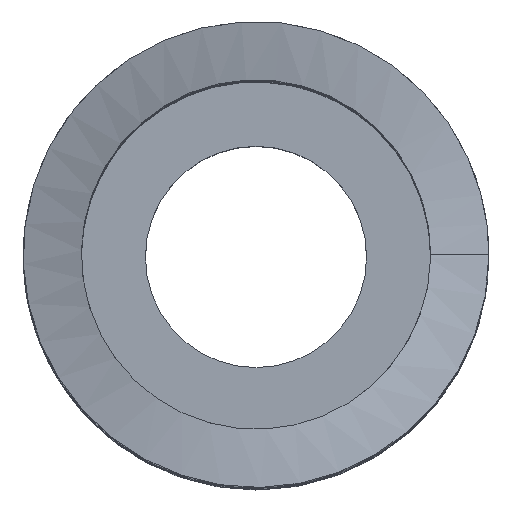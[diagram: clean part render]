
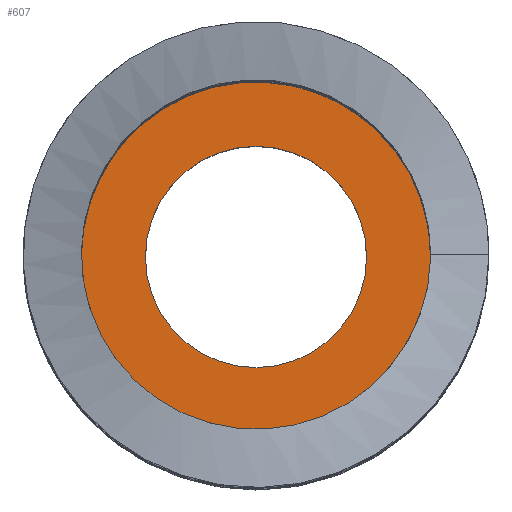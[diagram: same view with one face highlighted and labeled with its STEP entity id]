
A CAD part, top view. The second image highlights one B-rep face of the part: STEP entity #607.
In plain terms, the highlighted planar face has unit normal (0, 0, 1).
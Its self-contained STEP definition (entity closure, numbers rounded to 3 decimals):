
#4 = CIRCLE ( 'NONE', #1523, 1.9 ) ;
#8 = CARTESIAN_POINT ( 'NONE',  ( -0.925, -2.854, 2. ) ) ;
#71 = CARTESIAN_POINT ( 'NONE',  ( 0., 0., 2. ) ) ;
#82 = CARTESIAN_POINT ( 'NONE',  ( -0.001, -3.009, 2. ) ) ;
#111 = ORIENTED_EDGE ( 'NONE', *, *, #1399, .T. ) ;
#207 = CIRCLE ( 'NONE', #644, 4. ) ;
#222 = DIRECTION ( 'NONE',  ( -1., 0., 0. ) ) ;
#230 = DIRECTION ( 'NONE',  ( 0., 0., 1. ) ) ;
#239 = ORIENTED_EDGE ( 'NONE', *, *, #1420, .T. ) ;
#260 = CARTESIAN_POINT ( 'NONE',  ( 0.702, -2.926, 2. ) ) ;
#292 = EDGE_CURVE ( 'NONE', #1769, #1648, #704, .T. ) ;
#323 = DIRECTION ( 'NONE',  ( -1., 0., 0. ) ) ;
#347 = EDGE_CURVE ( 'NONE', #520, #1158, #849, .T. ) ;
#355 = DIRECTION ( 'NONE',  ( 0., 0., 1. ) ) ;
#358 = CARTESIAN_POINT ( 'NONE',  ( 1.952, -2.29, 2. ) ) ;
#411 = AXIS2_PLACEMENT_3D ( 'NONE', #1555, #1128, #1675 ) ;
#449 = PLANE ( 'NONE',  #1551 ) ;
#490 = CARTESIAN_POINT ( 'NONE',  ( 0., 0., 2. ) ) ;
#493 = CARTESIAN_POINT ( 'NONE',  ( 0., 0., 2. ) ) ;
#502 = CARTESIAN_POINT ( 'NONE',  ( 3., -0.238, 2. ) ) ;
#505 = B_SPLINE_CURVE_WITH_KNOTS ( 'NONE', 3,
 ( #640, #1762, #957, #82, #917, #260, #651, #1500, #1632, #358, #926, #1509, #660, #533, #1088, #1208, #502, #1781 ),
 .UNSPECIFIED., .F., .F.,
 ( 4, 2, 2, 2, 2, 2, 2, 2, 4 ),
 ( 0., 0.001, 0.001, 0.002, 0.003, 0.004, 0.004, 0.005, 0.006 ),
 .UNSPECIFIED. ) ;
#520 = VERTEX_POINT ( 'NONE', #883 ) ;
#533 = CARTESIAN_POINT ( 'NONE',  ( 2.779, -1.153, 2. ) ) ;
#607 = ADVANCED_FACE ( 'NONE', ( #788, #769 ), #449, .T. ) ;
#616 = VECTOR ( 'NONE', #884, 1000. ) ;
#640 = CARTESIAN_POINT ( 'NONE',  ( -0.925, -2.854, 2. ) ) ;
#644 = AXIS2_PLACEMENT_3D ( 'NONE', #1772, #947, #222 ) ;
#651 = CARTESIAN_POINT ( 'NONE',  ( 0.93, -2.862, 2. ) ) ;
#660 = CARTESIAN_POINT ( 'NONE',  ( 2.565, -1.573, 2. ) ) ;
#704 = CIRCLE ( 'NONE', #411, 1.9 ) ;
#737 = DIRECTION ( 'NONE',  ( 1., 0., 0. ) ) ;
#760 = ORIENTED_EDGE ( 'NONE', *, *, #1264, .T. ) ;
#767 = CARTESIAN_POINT ( 'NONE',  ( 1.9, 0., 2. ) ) ;
#769 = FACE_BOUND ( 'NONE', #825, .T. ) ;
#788 = FACE_OUTER_BOUND ( 'NONE', #1517, .T. ) ;
#825 = EDGE_LOOP ( 'NONE', ( #1638, #1497 ) ) ;
#849 = CIRCLE ( 'NONE', #1730, 4. ) ;
#879 =( BOUNDED_CURVE ( )  B_SPLINE_CURVE ( 1, ( #1197, #1078 ),
 .UNSPECIFIED., .F., .F. ) 
 B_SPLINE_CURVE_WITH_KNOTS ( ( 2, 2 ),
 ( 0., 0.001 ),
 .UNSPECIFIED. ) 
 CURVE ( )  GEOMETRIC_REPRESENTATION_ITEM ( )  RATIONAL_B_SPLINE_CURVE ( ( 0.984, 0.984 ) ) 
 REPRESENTATION_ITEM ( '' )  );
#883 = CARTESIAN_POINT ( 'NONE',  ( -4., 0., 2. ) ) ;
#884 = DIRECTION ( 'NONE',  ( -1., 0., 0. ) ) ;
#901 = CARTESIAN_POINT ( 'NONE',  ( -1.246, -3.801, 2.001 ) ) ;
#917 = CARTESIAN_POINT ( 'NONE',  ( 0.239, -3., 2. ) ) ;
#926 = CARTESIAN_POINT ( 'NONE',  ( 2.128, -2.128, 2. ) ) ;
#947 = DIRECTION ( 'NONE',  ( 0., 0., 1. ) ) ;
#954 = VERTEX_POINT ( 'NONE', #8 ) ;
#957 = CARTESIAN_POINT ( 'NONE',  ( -0.469, -2.972, 2. ) ) ;
#1010 = CARTESIAN_POINT ( 'NONE',  ( 0., 0., 2. ) ) ;
#1078 = CARTESIAN_POINT ( 'NONE',  ( -0.925, -2.854, 2. ) ) ;
#1088 = CARTESIAN_POINT ( 'NONE',  ( 2.861, -0.934, 2. ) ) ;
#1127 = EDGE_CURVE ( 'NONE', #1372, #1363, #1447, .T. ) ;
#1128 = DIRECTION ( 'NONE',  ( 0., 0., 1. ) ) ;
#1158 = VERTEX_POINT ( 'NONE', #901 ) ;
#1197 = CARTESIAN_POINT ( 'NONE',  ( -1.246, -3.801, 2.001 ) ) ;
#1208 = CARTESIAN_POINT ( 'NONE',  ( 2.972, -0.474, 2. ) ) ;
#1264 = EDGE_CURVE ( 'NONE', #1158, #954, #879, .T. ) ;
#1335 = CARTESIAN_POINT ( 'NONE',  ( 4., 0., 2. ) ) ;
#1363 = VERTEX_POINT ( 'NONE', #1652 ) ;
#1372 = VERTEX_POINT ( 'NONE', #1335 ) ;
#1381 = ORIENTED_EDGE ( 'NONE', *, *, #1127, .F. ) ;
#1399 = EDGE_CURVE ( 'NONE', #954, #1363, #505, .T. ) ;
#1420 = EDGE_CURVE ( 'NONE', #1372, #520, #207, .T. ) ;
#1430 = DIRECTION ( 'NONE',  ( 0., 0., 1. ) ) ;
#1447 = LINE ( 'NONE', #493, #616 ) ;
#1497 = ORIENTED_EDGE ( 'NONE', *, *, #292, .F. ) ;
#1500 = CARTESIAN_POINT ( 'NONE',  ( 1.367, -2.681, 2. ) ) ;
#1509 = CARTESIAN_POINT ( 'NONE',  ( 2.432, -1.772, 2. ) ) ;
#1517 = EDGE_LOOP ( 'NONE', ( #1381, #239, #1798, #760, #111 ) ) ;
#1523 = AXIS2_PLACEMENT_3D ( 'NONE', #71, #355, #1758 ) ;
#1551 = AXIS2_PLACEMENT_3D ( 'NONE', #1010, #1430, #737 ) ;
#1555 = CARTESIAN_POINT ( 'NONE',  ( 0., 0., 2. ) ) ;
#1632 = CARTESIAN_POINT ( 'NONE',  ( 1.571, -2.566, 2. ) ) ;
#1638 = ORIENTED_EDGE ( 'NONE', *, *, #1649, .F. ) ;
#1648 = VERTEX_POINT ( 'NONE', #767 ) ;
#1649 = EDGE_CURVE ( 'NONE', #1648, #1769, #4, .T. ) ;
#1652 = CARTESIAN_POINT ( 'NONE',  ( 3., 0., 2. ) ) ;
#1675 = DIRECTION ( 'NONE',  ( 1., 0., 0. ) ) ;
#1730 = AXIS2_PLACEMENT_3D ( 'NONE', #490, #230, #323 ) ;
#1744 = CARTESIAN_POINT ( 'NONE',  ( -1.9, 0., 2. ) ) ;
#1758 = DIRECTION ( 'NONE',  ( 1., 0., 0. ) ) ;
#1762 = CARTESIAN_POINT ( 'NONE',  ( -0.699, -2.927, 2. ) ) ;
#1769 = VERTEX_POINT ( 'NONE', #1744 ) ;
#1772 = CARTESIAN_POINT ( 'NONE',  ( 0., 0., 2. ) ) ;
#1781 = CARTESIAN_POINT ( 'NONE',  ( 3., 0., 2. ) ) ;
#1798 = ORIENTED_EDGE ( 'NONE', *, *, #347, .T. ) ;
